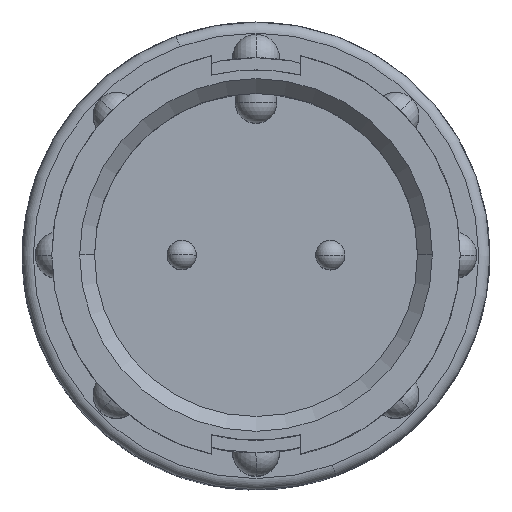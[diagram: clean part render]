
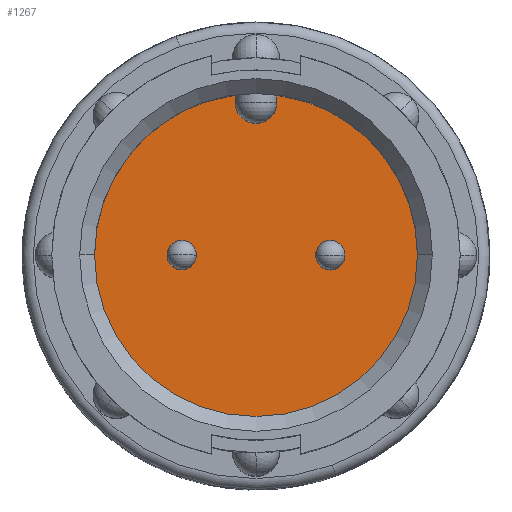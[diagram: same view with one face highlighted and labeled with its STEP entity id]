
A CAD part, top view. The second image highlights one B-rep face of the part: STEP entity #1267.
In plain terms, the highlighted planar face has unit normal (0, 0, 1).
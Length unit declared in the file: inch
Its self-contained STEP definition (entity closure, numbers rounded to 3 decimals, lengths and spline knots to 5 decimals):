
#51 = DIRECTION ( 'NONE',  ( 1., 0., 0. ) ) ;
#130 = CARTESIAN_POINT ( 'NONE',  ( 0.028, 0.21569, -0.31 ) ) ;
#158 = DIRECTION ( 'NONE',  ( 0., 0., 1. ) ) ;
#312 = EDGE_CURVE ( 'NONE', #610, #8518, #6417, .T. ) ;
#331 = CARTESIAN_POINT ( 'NONE',  ( 0.2175, 0., -0.31 ) ) ;
#374 = EDGE_CURVE ( 'NONE', #4848, #7585, #4351, .T. ) ;
#477 = FACE_BOUND ( 'NONE', #6942, .T. ) ;
#490 = EDGE_LOOP ( 'NONE', ( #2123, #6113, #8267, #7893, #5821, #8895 ) ) ;
#566 = CIRCLE ( 'NONE', #1822, 0.2175 ) ;
#577 = CIRCLE ( 'NONE', #8394, 0.01974 ) ;
#610 = VERTEX_POINT ( 'NONE', #7050 ) ;
#619 = DIRECTION ( 'NONE',  ( 0., 0., 1. ) ) ;
#791 = LINE ( 'NONE', #2560, #4263 ) ;
#973 = DIRECTION ( 'NONE',  ( 0., 0., 1. ) ) ;
#1267 = ADVANCED_FACE ( 'NONE', ( #477, #6019, #7867 ), #2006, .T. ) ;
#1290 = DIRECTION ( 'NONE',  ( 0., 0., -1. ) ) ;
#1301 = CARTESIAN_POINT ( 'NONE',  ( -0.1, 0.0001, -0.31 ) ) ;
#1679 = EDGE_LOOP ( 'NONE', ( #6718, #1868 ) ) ;
#1822 = AXIS2_PLACEMENT_3D ( 'NONE', #4321, #158, #5015 ) ;
#1868 = ORIENTED_EDGE ( 'NONE', *, *, #312, .F. ) ;
#1897 = DIRECTION ( 'NONE',  ( 0., 1., 0. ) ) ;
#1994 = DIRECTION ( 'NONE',  ( 1., 0., 0. ) ) ;
#2006 = PLANE ( 'NONE',  #8931 ) ;
#2123 = ORIENTED_EDGE ( 'NONE', *, *, #374, .T. ) ;
#2242 = AXIS2_PLACEMENT_3D ( 'NONE', #5439, #1290, #6140 ) ;
#2549 = VERTEX_POINT ( 'NONE', #5809 ) ;
#2560 = CARTESIAN_POINT ( 'NONE',  ( -0.028, 0.2055, -0.31 ) ) ;
#2632 = CIRCLE ( 'NONE', #9019, 0.2175 ) ;
#2700 = ORIENTED_EDGE ( 'NONE', *, *, #5862, .F. ) ;
#2785 = EDGE_CURVE ( 'NONE', #7585, #3099, #791, .T. ) ;
#2874 = EDGE_CURVE ( 'NONE', #8518, #610, #577, .T. ) ;
#2954 = LINE ( 'NONE', #130, #4592 ) ;
#3099 = VERTEX_POINT ( 'NONE', #5803 ) ;
#3207 = ORIENTED_EDGE ( 'NONE', *, *, #7403, .F. ) ;
#3289 = EDGE_CURVE ( 'NONE', #8418, #4848, #2954, .T. ) ;
#3317 = DIRECTION ( 'NONE',  ( 0., 0., 1. ) ) ;
#3397 = CARTESIAN_POINT ( 'NONE',  ( 0., 0.2055, -0.31 ) ) ;
#3513 = CARTESIAN_POINT ( 'NONE',  ( 0.028, 0.2055, -0.31 ) ) ;
#3770 = DIRECTION ( 'NONE',  ( 0., 0., 1. ) ) ;
#3877 = AXIS2_PLACEMENT_3D ( 'NONE', #5122, #973, #5826 ) ;
#4098 = DIRECTION ( 'NONE',  ( 1., 0., 0. ) ) ;
#4121 = VERTEX_POINT ( 'NONE', #7206 ) ;
#4214 = DIRECTION ( 'NONE',  ( 0., 0., 1. ) ) ;
#4219 = VERTEX_POINT ( 'NONE', #331 ) ;
#4263 = VECTOR ( 'NONE', #1897, 39.37008 ) ;
#4321 = CARTESIAN_POINT ( 'NONE',  ( 0., 0., -0.31 ) ) ;
#4351 = CIRCLE ( 'NONE', #2242, 0.028 ) ;
#4592 = VECTOR ( 'NONE', #6391, 39.37008 ) ;
#4784 = CARTESIAN_POINT ( 'NONE',  ( 0.1, 0., -0.31 ) ) ;
#4848 = VERTEX_POINT ( 'NONE', #3513 ) ;
#5015 = DIRECTION ( 'NONE',  ( 1., 0., 0. ) ) ;
#5122 = CARTESIAN_POINT ( 'NONE',  ( 0., 0., -0.31 ) ) ;
#5326 = DIRECTION ( 'NONE',  ( 1., 0., 0. ) ) ;
#5439 = CARTESIAN_POINT ( 'NONE',  ( 0., 0.2055, -0.31 ) ) ;
#5470 = DIRECTION ( 'NONE',  ( 1., 0., 0. ) ) ;
#5590 = CARTESIAN_POINT ( 'NONE',  ( -0.2175, 0., -0.31 ) ) ;
#5722 = VERTEX_POINT ( 'NONE', #5590 ) ;
#5772 = CIRCLE ( 'NONE', #7756, 0.01974 ) ;
#5803 = CARTESIAN_POINT ( 'NONE',  ( -0.028, 0.21569, -0.31 ) ) ;
#5809 = CARTESIAN_POINT ( 'NONE',  ( 0.08026, 0., -0.31 ) ) ;
#5821 = ORIENTED_EDGE ( 'NONE', *, *, #7732, .T. ) ;
#5826 = DIRECTION ( 'NONE',  ( 1., 0., 0. ) ) ;
#5862 = EDGE_CURVE ( 'NONE', #4121, #2549, #5772, .T. ) ;
#6019 = FACE_OUTER_BOUND ( 'NONE', #490, .T. ) ;
#6113 = ORIENTED_EDGE ( 'NONE', *, *, #2785, .T. ) ;
#6140 = DIRECTION ( 'NONE',  ( 1., 0., 0. ) ) ;
#6153 = DIRECTION ( 'NONE',  ( 0., 0., 1. ) ) ;
#6214 = EDGE_CURVE ( 'NONE', #3099, #5722, #2632, .T. ) ;
#6319 = CIRCLE ( 'NONE', #8473, 0.01974 ) ;
#6352 = CARTESIAN_POINT ( 'NONE',  ( -0.028, 0.2055, -0.31 ) ) ;
#6377 = EDGE_CURVE ( 'NONE', #5722, #4219, #566, .T. ) ;
#6391 = DIRECTION ( 'NONE',  ( 0., -1., 0. ) ) ;
#6417 = CIRCLE ( 'NONE', #8495, 0.01974 ) ;
#6573 = CARTESIAN_POINT ( 'NONE',  ( -0.1, 0.0001, -0.31 ) ) ;
#6718 = ORIENTED_EDGE ( 'NONE', *, *, #2874, .F. ) ;
#6942 = EDGE_LOOP ( 'NONE', ( #3207, #2700 ) ) ;
#7050 = CARTESIAN_POINT ( 'NONE',  ( -0.08026, 0.0001, -0.31 ) ) ;
#7206 = CARTESIAN_POINT ( 'NONE',  ( 0.11974, 0., -0.31 ) ) ;
#7403 = EDGE_CURVE ( 'NONE', #2549, #4121, #6319, .T. ) ;
#7495 = CARTESIAN_POINT ( 'NONE',  ( 0.1, 0., -0.31 ) ) ;
#7585 = VERTEX_POINT ( 'NONE', #6352 ) ;
#7732 = EDGE_CURVE ( 'NONE', #4219, #8418, #8726, .T. ) ;
#7756 = AXIS2_PLACEMENT_3D ( 'NONE', #7495, #3317, #8197 ) ;
#7867 = FACE_BOUND ( 'NONE', #1679, .T. ) ;
#7868 = CARTESIAN_POINT ( 'NONE',  ( -0.11974, 0.0001, -0.31 ) ) ;
#7893 = ORIENTED_EDGE ( 'NONE', *, *, #6377, .T. ) ;
#7987 = CARTESIAN_POINT ( 'NONE',  ( 0.028, 0.21569, -0.31 ) ) ;
#8197 = DIRECTION ( 'NONE',  ( 1., 0., 0. ) ) ;
#8267 = ORIENTED_EDGE ( 'NONE', *, *, #6214, .T. ) ;
#8283 = DIRECTION ( 'NONE',  ( 0., 0., 1. ) ) ;
#8389 = CARTESIAN_POINT ( 'NONE',  ( 0., 0., -0.31 ) ) ;
#8394 = AXIS2_PLACEMENT_3D ( 'NONE', #1301, #6153, #1994 ) ;
#8418 = VERTEX_POINT ( 'NONE', #7987 ) ;
#8473 = AXIS2_PLACEMENT_3D ( 'NONE', #4784, #619, #5470 ) ;
#8495 = AXIS2_PLACEMENT_3D ( 'NONE', #6573, #3770, #5326 ) ;
#8518 = VERTEX_POINT ( 'NONE', #7868 ) ;
#8726 = CIRCLE ( 'NONE', #3877, 0.2175 ) ;
#8895 = ORIENTED_EDGE ( 'NONE', *, *, #3289, .T. ) ;
#8931 = AXIS2_PLACEMENT_3D ( 'NONE', #3397, #8283, #4098 ) ;
#9019 = AXIS2_PLACEMENT_3D ( 'NONE', #8389, #4214, #51 ) ;
